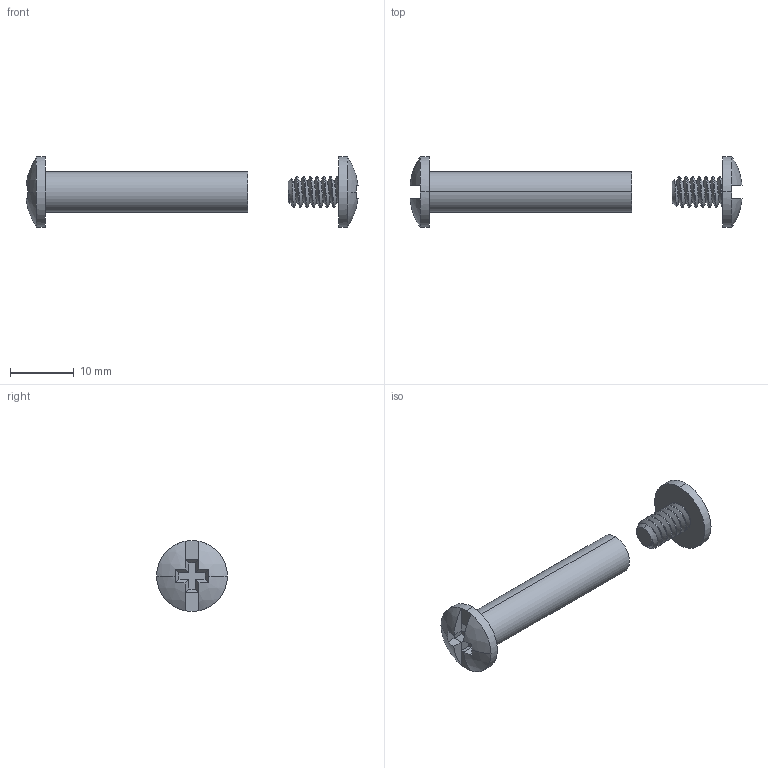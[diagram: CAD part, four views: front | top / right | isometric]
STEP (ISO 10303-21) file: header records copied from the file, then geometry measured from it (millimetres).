
FILE_DESCRIPTION (( 'STEP AP203' ), '1' );
FILE_NAME ('98002A207_Steel Binding Barrels and Screws.STEP', '2021-09-09T02:08:33', ( 'Administrator' ), ( 'Managed by Terraform' ), 'SwSTEP 2.0', 'SolidWorks 2017', '' );
FILE_SCHEMA (( 'CONFIG_CONTROL_DESIGN' ));
Length unit declared in the file: inch
Products named in the file (1): 98002A207_Steel Binding Barrels and Screws
Bounding box: 52.14 x 11.11 x 11.11 mm (x, y, z)
Volume: 919.3 mm3; surface area: 1977.9 mm2
Topology: 3 solids, 3 shells, 122 faces, 303 edges, 190 vertices
Faces by surface type: plane 57, cylinder 43, cone 8, sphere 8, bspline 6
Entity records: 6425 total; most frequent: CARTESIAN_POINT 3670, ORIENTED_EDGE 606, DIRECTION 518, EDGE_CURVE 303, VERTEX_POINT 190, AXIS2_PLACEMENT_3D 187, VECTOR 144, LINE 144
